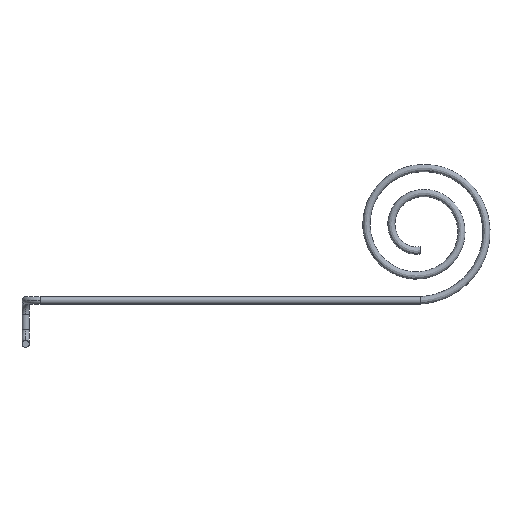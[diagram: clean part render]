
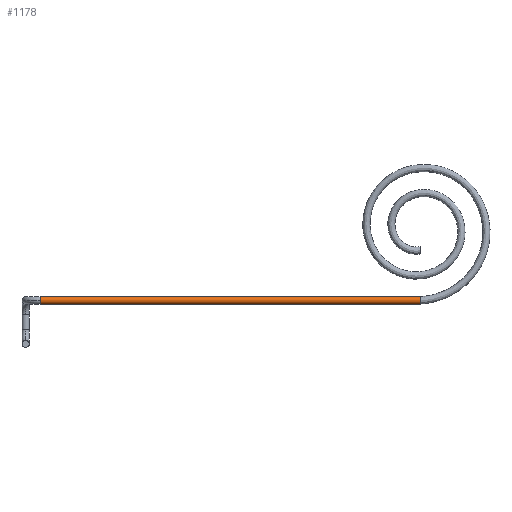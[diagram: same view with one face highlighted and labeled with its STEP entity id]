
A CAD part, front view. The second image highlights one B-rep face of the part: STEP entity #1178.
In plain terms, the highlighted cylindrical face has radius 0.25 mm (diameter 0.5 mm), a partial arc.
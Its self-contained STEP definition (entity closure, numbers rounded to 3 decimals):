
#36 = DIRECTION ( 'NONE',  ( 1., 0., 0. ) ) ;
#44 = ORIENTED_EDGE ( 'NONE', *, *, #536, .F. ) ;
#49 = EDGE_CURVE ( 'NONE', #58, #606, #1474, .T. ) ;
#56 = CARTESIAN_POINT ( 'NONE',  ( 0., 0., -5.25 ) ) ;
#58 = VERTEX_POINT ( 'NONE', #997 ) ;
#81 = AXIS2_PLACEMENT_3D ( 'NONE', #1085, #363, #1204 ) ;
#88 = ORIENTED_EDGE ( 'NONE', *, *, #1115, .T. ) ;
#99 = EDGE_LOOP ( 'NONE', ( #368, #612, #44, #88, #518 ) ) ;
#143 = CYLINDRICAL_SURFACE ( 'NONE', #1337, 0.25 ) ;
#179 = CARTESIAN_POINT ( 'NONE',  ( -26.25, 0., -5. ) ) ;
#221 = AXIS2_PLACEMENT_3D ( 'NONE', #1150, #439, #1278 ) ;
#252 = VERTEX_POINT ( 'NONE', #350 ) ;
#271 = VERTEX_POINT ( 'NONE', #602 ) ;
#292 = AXIS2_PLACEMENT_3D ( 'NONE', #624, #1457, #739 ) ;
#298 = CARTESIAN_POINT ( 'NONE',  ( -26.25, 0., -4.75 ) ) ;
#306 = DIRECTION ( 'NONE',  ( 0., 0., -1. ) ) ;
#350 = CARTESIAN_POINT ( 'NONE',  ( -26.25, 0., -5.25 ) ) ;
#363 = DIRECTION ( 'NONE',  ( -1., 0., 0. ) ) ;
#368 = ORIENTED_EDGE ( 'NONE', *, *, #1082, .F. ) ;
#439 = DIRECTION ( 'NONE',  ( -1., 0., 0. ) ) ;
#518 = ORIENTED_EDGE ( 'NONE', *, *, #1075, .T. ) ;
#536 = EDGE_CURVE ( 'NONE', #252, #58, #1247, .T. ) ;
#567 = CARTESIAN_POINT ( 'NONE',  ( -26.25, 0., -5.25 ) ) ;
#602 = CARTESIAN_POINT ( 'NONE',  ( 0., 0., -4.75 ) ) ;
#606 = VERTEX_POINT ( 'NONE', #1467 ) ;
#612 = ORIENTED_EDGE ( 'NONE', *, *, #49, .F. ) ;
#624 = CARTESIAN_POINT ( 'NONE',  ( -26.25, 0., -5. ) ) ;
#739 = DIRECTION ( 'NONE',  ( 0., 0., 1. ) ) ;
#917 = DIRECTION ( 'NONE',  ( 1., 0., 0. ) ) ;
#997 = CARTESIAN_POINT ( 'NONE',  ( -26.25, -0.25, -5. ) ) ;
#1027 = DIRECTION ( 'NONE',  ( 1., 0., 0. ) ) ;
#1075 = EDGE_CURVE ( 'NONE', #1263, #271, #1578, .T. ) ;
#1082 = EDGE_CURVE ( 'NONE', #606, #271, #1593, .T. ) ;
#1085 = CARTESIAN_POINT ( 'NONE',  ( -26.25, 0., -5. ) ) ;
#1115 = EDGE_CURVE ( 'NONE', #252, #1263, #1573, .T. ) ;
#1150 = CARTESIAN_POINT ( 'NONE',  ( 0., 0., -5. ) ) ;
#1178 = ADVANCED_FACE ( 'NONE', ( #1562 ), #143, .T. ) ;
#1204 = DIRECTION ( 'NONE',  ( 0., 0., 1. ) ) ;
#1247 = CIRCLE ( 'NONE', #81, 0.25 ) ;
#1263 = VERTEX_POINT ( 'NONE', #56 ) ;
#1278 = DIRECTION ( 'NONE',  ( 0., 0., 1. ) ) ;
#1337 = AXIS2_PLACEMENT_3D ( 'NONE', #179, #917, #306 ) ;
#1457 = DIRECTION ( 'NONE',  ( -1., 0., 0. ) ) ;
#1467 = CARTESIAN_POINT ( 'NONE',  ( -26.25, 0., -4.75 ) ) ;
#1474 = CIRCLE ( 'NONE', #292, 0.25 ) ;
#1562 = FACE_OUTER_BOUND ( 'NONE', #99, .T. ) ;
#1565 = VECTOR ( 'NONE', #1027, 1000. ) ;
#1573 = LINE ( 'NONE', #567, #1565 ) ;
#1574 = VECTOR ( 'NONE', #36, 1000. ) ;
#1578 = CIRCLE ( 'NONE', #221, 0.25 ) ;
#1593 = LINE ( 'NONE', #298, #1574 ) ;
